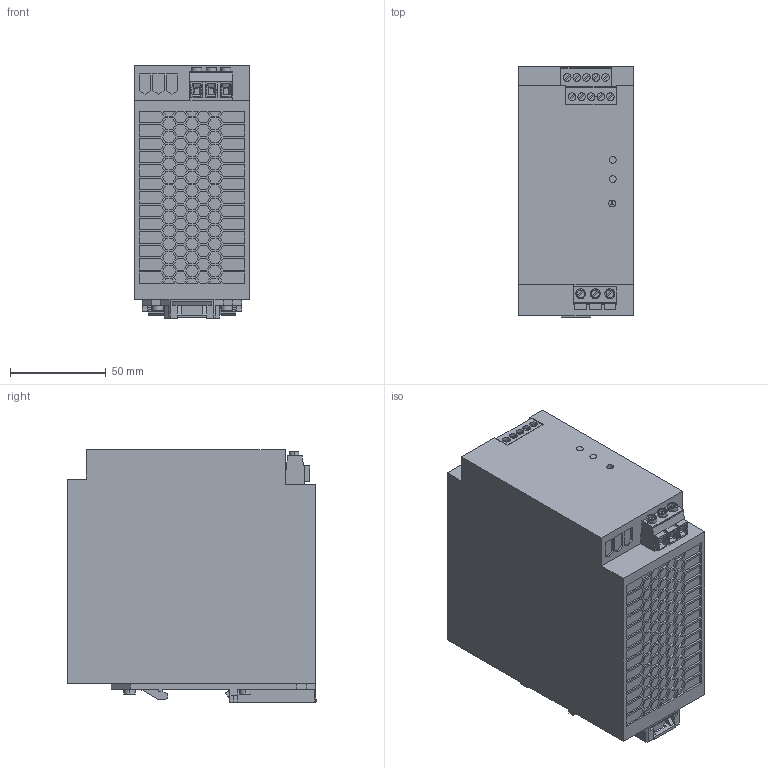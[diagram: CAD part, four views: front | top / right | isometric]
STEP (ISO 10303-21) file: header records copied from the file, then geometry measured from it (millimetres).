
FILE_DESCRIPTION(('Creo Elements/Direct Modeling STEP Export'),'2;1');
FILE_NAME('model.stp','2020-11-30T13:45:30',(''),(''),'Creo Elements/Direct Modeling STEP processor for AP214 (Solid Model)','Creo Elements/Direct Modeling 20.1A 29-Sep-2018 (C) Parametric Technology GmbH','');
FILE_SCHEMA(('AUTOMOTIVE_DESIGN { 1 0 10303 214 1 1 1 1 }'));
Products named in the file (2): QUINT_PS_1AC_12DC_15-select
Assembly tree (1 placements, depth 2):
  QUINT_PS_1AC_12DC_15-select
    QUINT_PS_1AC_12DC_15-select
Bounding box: 60 x 130.65 x 131.8 mm (x, y, z)
Volume: 945054.5 mm3; surface area: 71521.1 mm2
Topology: 1 solids, 1 shells, 1819 faces, 4743 edges, 3156 vertices
Faces by surface type: plane 1709, cylinder 110
Entity records: 68957 total; most frequent: CARTESIAN_POINT 9656, ORIENTED_EDGE 9486, DIRECTION 8472, EDGE_CURVE 4743, VECTOR 4456, LINE 4456, VERTEX_POINT 3156, EDGE_LOOP 2051
